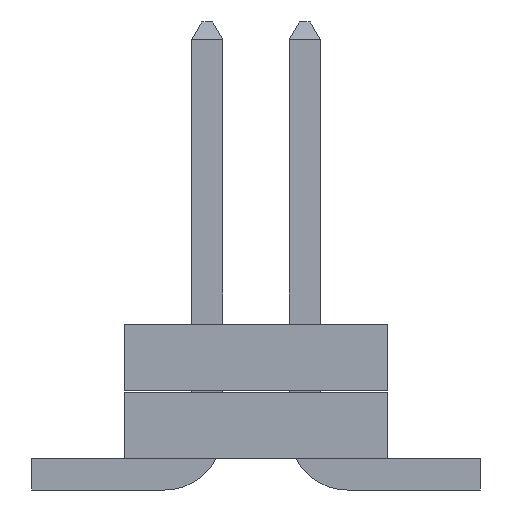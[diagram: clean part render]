
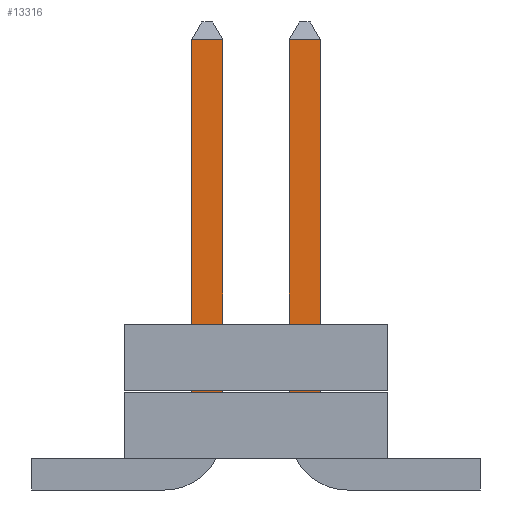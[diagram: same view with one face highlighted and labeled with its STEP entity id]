
A CAD part, left-side view. The second image highlights one B-rep face of the part: STEP entity #13316.
In plain terms, the highlighted planar face has unit normal (-1, 0, 0).
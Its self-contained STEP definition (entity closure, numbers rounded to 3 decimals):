
#221 = VERTEX_POINT('',#222);
#222 = CARTESIAN_POINT('',(-27.508,5.461,0.838));
#1943 = VERTEX_POINT('',#1944);
#1944 = CARTESIAN_POINT('',(-27.508,5.461,-0.838));
#4994 = VERTEX_POINT('',#4995);
#4995 = CARTESIAN_POINT('',(-27.508,5.461,-0.432));
#6329 = VERTEX_POINT('',#6330);
#6330 = CARTESIAN_POINT('',(-27.508,5.461,0.432));
#9041 = EDGE_CURVE('',#221,#9042,#9044,.T.);
#9042 = VERTEX_POINT('',#9043);
#9043 = CARTESIAN_POINT('',(-27.508,0.301,0.838));
#9044 = LINE('',#9045,#9046);
#9045 = CARTESIAN_POINT('',(-27.508,5.461,0.838));
#9046 = VECTOR('',#9047,1.);
#9047 = DIRECTION('',(0.,-1.,0.));
#10061 = EDGE_CURVE('',#9042,#10062,#10064,.T.);
#10062 = VERTEX_POINT('',#10063);
#10063 = CARTESIAN_POINT('',(-27.508,0.301,-0.838));
#10064 = LINE('',#10065,#10066);
#10065 = CARTESIAN_POINT('',(-27.508,0.301,0.838));
#10066 = VECTOR('',#10067,1.);
#10067 = DIRECTION('',(0.,0.,-1.));
#11088 = EDGE_CURVE('',#10062,#1943,#11089,.T.);
#11089 = LINE('',#11090,#11091);
#11090 = CARTESIAN_POINT('',(-27.508,0.301,-0.838));
#11091 = VECTOR('',#11092,1.);
#11092 = DIRECTION('',(0.,1.,0.));
#11205 = EDGE_CURVE('',#4994,#11206,#11208,.T.);
#11206 = VERTEX_POINT('',#11207);
#11207 = CARTESIAN_POINT('',(-27.508,0.555,-0.432));
#11208 = LINE('',#11209,#11210);
#11209 = CARTESIAN_POINT('',(-27.508,5.461,-0.432));
#11210 = VECTOR('',#11211,1.);
#11211 = DIRECTION('',(0.,-1.,0.));
#12225 = EDGE_CURVE('',#11206,#12226,#12228,.T.);
#12226 = VERTEX_POINT('',#12227);
#12227 = CARTESIAN_POINT('',(-27.508,0.555,0.432));
#12228 = LINE('',#12229,#12230);
#12229 = CARTESIAN_POINT('',(-27.508,0.555,-0.432));
#12230 = VECTOR('',#12231,1.);
#12231 = DIRECTION('',(0.,0.,1.));
#13252 = EDGE_CURVE('',#12226,#6329,#13253,.T.);
#13253 = LINE('',#13254,#13255);
#13254 = CARTESIAN_POINT('',(-27.508,0.555,0.432));
#13255 = VECTOR('',#13256,1.);
#13256 = DIRECTION('',(0.,1.,0.));
#13316 = ADVANCED_FACE('',(#13317),#13337,.F.);
#13317 = FACE_BOUND('',#13318,.T.);
#13318 = EDGE_LOOP('',(#13319,#13320,#13321,#13327,#13328,#13329,#13330,
    #13336));
#13319 = ORIENTED_EDGE('',*,*,#10061,.F.);
#13320 = ORIENTED_EDGE('',*,*,#9041,.F.);
#13321 = ORIENTED_EDGE('',*,*,#13322,.T.);
#13322 = EDGE_CURVE('',#221,#6329,#13323,.T.);
#13323 = LINE('',#13324,#13325);
#13324 = CARTESIAN_POINT('',(-27.508,5.461,0.));
#13325 = VECTOR('',#13326,1.);
#13326 = DIRECTION('',(0.,0.,-1.));
#13327 = ORIENTED_EDGE('',*,*,#13252,.F.);
#13328 = ORIENTED_EDGE('',*,*,#12225,.F.);
#13329 = ORIENTED_EDGE('',*,*,#11205,.F.);
#13330 = ORIENTED_EDGE('',*,*,#13331,.T.);
#13331 = EDGE_CURVE('',#4994,#1943,#13332,.T.);
#13332 = LINE('',#13333,#13334);
#13333 = CARTESIAN_POINT('',(-27.508,5.461,0.));
#13334 = VECTOR('',#13335,1.);
#13335 = DIRECTION('',(0.,0.,-1.));
#13336 = ORIENTED_EDGE('',*,*,#11088,.F.);
#13337 = PLANE('',#13338);
#13338 = AXIS2_PLACEMENT_3D('',#13339,#13340,#13341);
#13339 = CARTESIAN_POINT('',(-27.508,0.,0.));
#13340 = DIRECTION('',(1.,0.,0.));
#13341 = DIRECTION('',(0.,0.,-1.));
